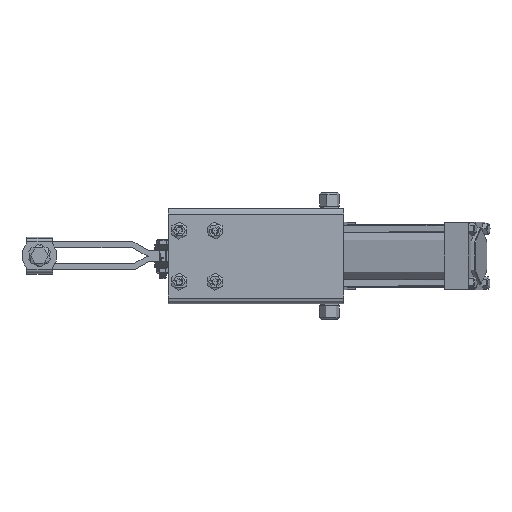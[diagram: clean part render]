
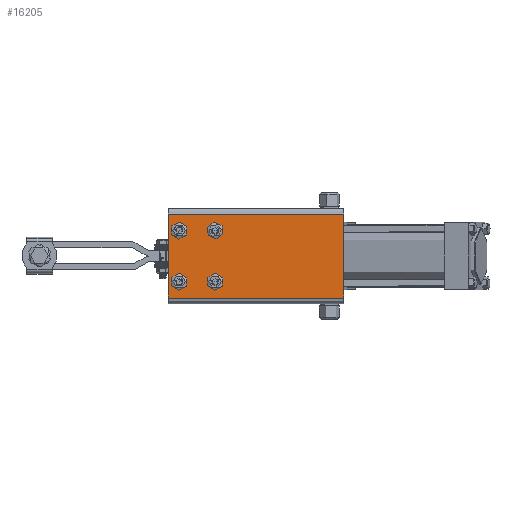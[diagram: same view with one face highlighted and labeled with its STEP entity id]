
A CAD part, front view. The second image highlights one B-rep face of the part: STEP entity #16205.
In plain terms, the highlighted planar face has unit normal (0, -1, 0).
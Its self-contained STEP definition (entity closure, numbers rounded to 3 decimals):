
#715 = VERTEX_POINT ( 'NONE', #49307 ) ;
#1657 = DIRECTION ( 'NONE',  ( 0., 1., 0. ) ) ;
#2124 = DIRECTION ( 'NONE',  ( 0., 0., 1. ) ) ;
#2265 = DIRECTION ( 'NONE',  ( 1., 0., 0. ) ) ;
#3175 = CIRCLE ( 'NONE', #13505, 4.35 ) ;
#5092 = EDGE_LOOP ( 'NONE', ( #71496, #73639 ) ) ;
#5969 = CARTESIAN_POINT ( 'NONE',  ( 155., 0., 84. ) ) ;
#6119 = CARTESIAN_POINT ( 'NONE',  ( 45.95, 0., 19.4 ) ) ;
#6556 = EDGE_LOOP ( 'NONE', ( #86764, #84422 ) ) ;
#6670 = CIRCLE ( 'NONE', #98994, 4.35 ) ;
#7136 = VECTOR ( 'NONE', #98802, 1000. ) ;
#7361 = EDGE_LOOP ( 'NONE', ( #9712, #83997 ) ) ;
#8793 = CARTESIAN_POINT ( 'NONE',  ( 9.8, 0., 64.6 ) ) ;
#8891 = AXIS2_PLACEMENT_3D ( 'NONE', #62748, #16736, #70472 ) ;
#8892 = CARTESIAN_POINT ( 'NONE',  ( 14.15, 0., 64.6 ) ) ;
#9712 = ORIENTED_EDGE ( 'NONE', *, *, #87128, .T. ) ;
#10532 = FACE_OUTER_BOUND ( 'NONE', #31974, .T. ) ;
#11708 = VERTEX_POINT ( 'NONE', #53161 ) ;
#13320 = DIRECTION ( 'NONE',  ( 0., 1., 0. ) ) ;
#13505 = AXIS2_PLACEMENT_3D ( 'NONE', #59358, #13320, #67136 ) ;
#14042 = EDGE_CURVE ( 'NONE', #59057, #76889, #40893, .T. ) ;
#14692 = VERTEX_POINT ( 'NONE', #67567 ) ;
#14872 = ORIENTED_EDGE ( 'NONE', *, *, #14042, .T. ) ;
#16018 = VERTEX_POINT ( 'NONE', #23314 ) ;
#16205 = ADVANCED_FACE ( 'NONE', ( #51491, #89941, #94783, #31007, #10532 ), #86088, .F. ) ;
#16372 = ORIENTED_EDGE ( 'NONE', *, *, #46842, .T. ) ;
#16578 = DIRECTION ( 'NONE',  ( 0., 0., 1. ) ) ;
#16686 = AXIS2_PLACEMENT_3D ( 'NONE', #20116, #73858, #27796 ) ;
#16736 = DIRECTION ( 'NONE',  ( 0., 1., 0. ) ) ;
#18955 = ORIENTED_EDGE ( 'NONE', *, *, #46251, .T. ) ;
#19045 = CIRCLE ( 'NONE', #77490, 4.35 ) ;
#20069 = ORIENTED_EDGE ( 'NONE', *, *, #61265, .F. ) ;
#20116 = CARTESIAN_POINT ( 'NONE',  ( 9.8, 0., 19.4 ) ) ;
#21598 = VERTEX_POINT ( 'NONE', #6119 ) ;
#23314 = CARTESIAN_POINT ( 'NONE',  ( 5.45, 0., 64.6 ) ) ;
#24414 = EDGE_CURVE ( 'NONE', #715, #37618, #66449, .T. ) ;
#24616 = VERTEX_POINT ( 'NONE', #99572 ) ;
#25497 = ORIENTED_EDGE ( 'NONE', *, *, #94550, .T. ) ;
#27796 = DIRECTION ( 'NONE',  ( 0., 0., 1. ) ) ;
#28372 = CARTESIAN_POINT ( 'NONE',  ( 9.8, 0., 19.4 ) ) ;
#30155 = CARTESIAN_POINT ( 'NONE',  ( 14.15, 0., 19.4 ) ) ;
#30467 = VECTOR ( 'NONE', #63463, 1000. ) ;
#31007 = FACE_BOUND ( 'NONE', #5092, .T. ) ;
#31974 = EDGE_LOOP ( 'NONE', ( #18955, #25497, #20069, #14872 ) ) ;
#31984 = VERTEX_POINT ( 'NONE', #40236 ) ;
#33165 = EDGE_CURVE ( 'NONE', #31984, #83809, #87542, .T. ) ;
#34431 = AXIS2_PLACEMENT_3D ( 'NONE', #37447, #91171, #45179 ) ;
#34878 = ORIENTED_EDGE ( 'NONE', *, *, #42381, .T. ) ;
#35036 = CARTESIAN_POINT ( 'NONE',  ( 0., 0., 79. ) ) ;
#36155 = DIRECTION ( 'NONE',  ( 0., 0., 1. ) ) ;
#37323 = CARTESIAN_POINT ( 'NONE',  ( 0., 0., 79. ) ) ;
#37447 = CARTESIAN_POINT ( 'NONE',  ( 41.6, 0., 64.6 ) ) ;
#37618 = VERTEX_POINT ( 'NONE', #77939 ) ;
#38009 = EDGE_LOOP ( 'NONE', ( #34878, #16372 ) ) ;
#38714 = CARTESIAN_POINT ( 'NONE',  ( 41.6, 0., 19.4 ) ) ;
#40236 = CARTESIAN_POINT ( 'NONE',  ( 5.45, 0., 19.4 ) ) ;
#40893 = LINE ( 'NONE', #37323, #7136 ) ;
#42381 = EDGE_CURVE ( 'NONE', #11708, #21598, #94604, .T. ) ;
#43092 = EDGE_CURVE ( 'NONE', #72559, #16018, #6670, .T. ) ;
#45179 = DIRECTION ( 'NONE',  ( 0., 0., 1. ) ) ;
#45713 = AXIS2_PLACEMENT_3D ( 'NONE', #93861, #1657, #55555 ) ;
#46251 = EDGE_CURVE ( 'NONE', #76889, #14692, #50941, .T. ) ;
#46476 = DIRECTION ( 'NONE',  ( 0., 0., 1. ) ) ;
#46842 = EDGE_CURVE ( 'NONE', #21598, #11708, #74942, .T. ) ;
#48322 = DIRECTION ( 'NONE',  ( 0., 1., 0. ) ) ;
#48443 = CARTESIAN_POINT ( 'NONE',  ( 0., 0., 5. ) ) ;
#49307 = CARTESIAN_POINT ( 'NONE',  ( 45.95, 0., 64.6 ) ) ;
#49378 = AXIS2_PLACEMENT_3D ( 'NONE', #38714, #92452, #46476 ) ;
#50941 = LINE ( 'NONE', #55419, #30467 ) ;
#51491 = FACE_BOUND ( 'NONE', #7361, .T. ) ;
#52111 = DIRECTION ( 'NONE',  ( 0., 0., -1. ) ) ;
#53161 = CARTESIAN_POINT ( 'NONE',  ( 37.25, 0., 19.4 ) ) ;
#54427 = EDGE_CURVE ( 'NONE', #83809, #31984, #19045, .T. ) ;
#55419 = CARTESIAN_POINT ( 'NONE',  ( 0., 0., 84. ) ) ;
#55555 = DIRECTION ( 'NONE',  ( 0., 0., 1. ) ) ;
#59057 = VERTEX_POINT ( 'NONE', #95232 ) ;
#59358 = CARTESIAN_POINT ( 'NONE',  ( 9.8, 0., 64.6 ) ) ;
#60140 = EDGE_CURVE ( 'NONE', #37618, #715, #97100, .T. ) ;
#61265 = EDGE_CURVE ( 'NONE', #59057, #24616, #87341, .T. ) ;
#62605 = DIRECTION ( 'NONE',  ( 0., 1., 0. ) ) ;
#62748 = CARTESIAN_POINT ( 'NONE',  ( 41.6, 0., 64.6 ) ) ;
#63463 = DIRECTION ( 'NONE',  ( 0., 0., -1. ) ) ;
#66449 = CIRCLE ( 'NONE', #34431, 4.35 ) ;
#67136 = DIRECTION ( 'NONE',  ( 0., 0., 1. ) ) ;
#67567 = CARTESIAN_POINT ( 'NONE',  ( 0., 0., 5. ) ) ;
#69325 = VECTOR ( 'NONE', #52111, 1000. ) ;
#70472 = DIRECTION ( 'NONE',  ( 0., 0., 1. ) ) ;
#71496 = ORIENTED_EDGE ( 'NONE', *, *, #33165, .T. ) ;
#72559 = VERTEX_POINT ( 'NONE', #8892 ) ;
#73486 = VECTOR ( 'NONE', #2265, 1000. ) ;
#73639 = ORIENTED_EDGE ( 'NONE', *, *, #54427, .T. ) ;
#73858 = DIRECTION ( 'NONE',  ( 0., 1., 0. ) ) ;
#74942 = CIRCLE ( 'NONE', #91970, 4.35 ) ;
#76889 = VERTEX_POINT ( 'NONE', #35036 ) ;
#77490 = AXIS2_PLACEMENT_3D ( 'NONE', #28372, #82139, #36155 ) ;
#77939 = CARTESIAN_POINT ( 'NONE',  ( 37.25, 0., 64.6 ) ) ;
#82139 = DIRECTION ( 'NONE',  ( 0., 1., 0. ) ) ;
#83809 = VERTEX_POINT ( 'NONE', #30155 ) ;
#83997 = ORIENTED_EDGE ( 'NONE', *, *, #43092, .T. ) ;
#84422 = ORIENTED_EDGE ( 'NONE', *, *, #24414, .T. ) ;
#86088 = PLANE ( 'NONE',  #45713 ) ;
#86764 = ORIENTED_EDGE ( 'NONE', *, *, #60140, .T. ) ;
#87128 = EDGE_CURVE ( 'NONE', #16018, #72559, #3175, .T. ) ;
#87341 = LINE ( 'NONE', #5969, #69325 ) ;
#87542 = CIRCLE ( 'NONE', #16686, 4.35 ) ;
#89941 = FACE_BOUND ( 'NONE', #6556, .T. ) ;
#91171 = DIRECTION ( 'NONE',  ( 0., 1., 0. ) ) ;
#91970 = AXIS2_PLACEMENT_3D ( 'NONE', #94306, #48322, #2124 ) ;
#92452 = DIRECTION ( 'NONE',  ( 0., 1., 0. ) ) ;
#93861 = CARTESIAN_POINT ( 'NONE',  ( 0., 0., 84. ) ) ;
#93935 = LINE ( 'NONE', #48443, #73486 ) ;
#94306 = CARTESIAN_POINT ( 'NONE',  ( 41.6, 0., 19.4 ) ) ;
#94550 = EDGE_CURVE ( 'NONE', #14692, #24616, #93935, .T. ) ;
#94604 = CIRCLE ( 'NONE', #49378, 4.35 ) ;
#94783 = FACE_BOUND ( 'NONE', #38009, .T. ) ;
#95232 = CARTESIAN_POINT ( 'NONE',  ( 155., 0., 79. ) ) ;
#97100 = CIRCLE ( 'NONE', #8891, 4.35 ) ;
#98802 = DIRECTION ( 'NONE',  ( -1., 0., 0. ) ) ;
#98994 = AXIS2_PLACEMENT_3D ( 'NONE', #8793, #62605, #16578 ) ;
#99572 = CARTESIAN_POINT ( 'NONE',  ( 155., 0., 5. ) ) ;
